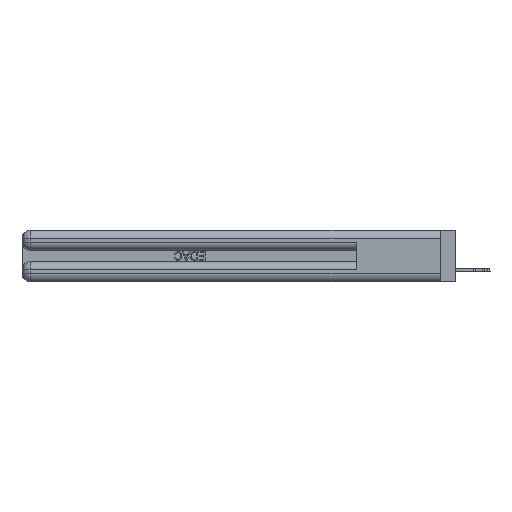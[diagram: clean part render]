
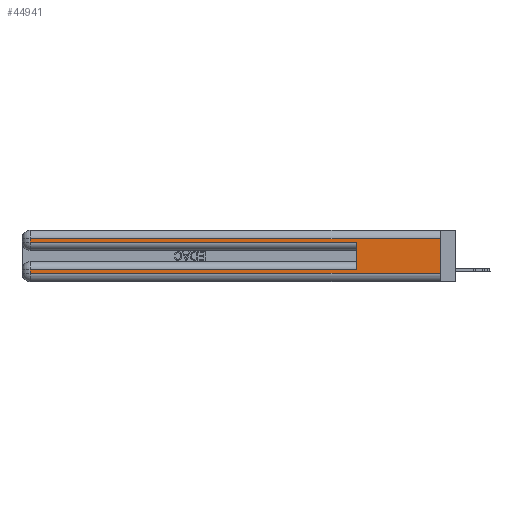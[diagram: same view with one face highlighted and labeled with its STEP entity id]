
A CAD part, left-side view. The second image highlights one B-rep face of the part: STEP entity #44941.
In plain terms, the highlighted planar face has unit normal (-1, 0, 0).
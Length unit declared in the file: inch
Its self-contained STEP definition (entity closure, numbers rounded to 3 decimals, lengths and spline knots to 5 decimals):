
#1292 = EDGE_CURVE ( 'NONE', #38145, #37274, #2137, .T. ) ;
#2137 = LINE ( 'NONE', #21453, #21669 ) ;
#2490 = VERTEX_POINT ( 'NONE', #30911 ) ;
#2669 = ORIENTED_EDGE ( 'NONE', *, *, #1292, .T. ) ;
#3902 = EDGE_CURVE ( 'NONE', #2490, #20528, #42967, .T. ) ;
#4583 = EDGE_CURVE ( 'NONE', #24966, #44313, #41198, .T. ) ;
#6453 = CARTESIAN_POINT ( 'NONE',  ( 0., 2.94, 0.31 ) ) ;
#7883 = ORIENTED_EDGE ( 'NONE', *, *, #27880, .F. ) ;
#7888 = CARTESIAN_POINT ( 'NONE',  ( 0., 0., 0.31 ) ) ;
#7940 = LINE ( 'NONE', #39773, #19136 ) ;
#9032 = AXIS2_PLACEMENT_3D ( 'NONE', #13131, #24051, #27478 ) ;
#9318 = VECTOR ( 'NONE', #39217, 39.37008 ) ;
#10932 = LINE ( 'NONE', #22868, #44874 ) ;
#12113 = DIRECTION ( 'NONE',  ( 0., -1., 0. ) ) ;
#12962 = CARTESIAN_POINT ( 'NONE',  ( 0., 2.94, 0.285 ) ) ;
#13131 = CARTESIAN_POINT ( 'NONE',  ( 0., 0., 0.37 ) ) ;
#13246 = EDGE_CURVE ( 'NONE', #38145, #33482, #17718, .T. ) ;
#13442 = PLANE ( 'NONE',  #9032 ) ;
#14139 = EDGE_LOOP ( 'NONE', ( #44179, #2669, #44134, #40056, #7883, #33384, #32031, #36744 ) ) ;
#16135 = DIRECTION ( 'NONE',  ( 0., 0., -1. ) ) ;
#16327 = VECTOR ( 'NONE', #16135, 39.37008 ) ;
#16827 = LINE ( 'NONE', #30819, #45700 ) ;
#17273 = DIRECTION ( 'NONE',  ( 0., 1., 0. ) ) ;
#17718 = LINE ( 'NONE', #45780, #9318 ) ;
#18694 = EDGE_CURVE ( 'NONE', #20528, #33482, #10932, .T. ) ;
#19136 = VECTOR ( 'NONE', #42762, 39.37008 ) ;
#19475 = VECTOR ( 'NONE', #41287, 39.37008 ) ;
#19740 = CARTESIAN_POINT ( 'NONE',  ( 0., 0.6, 0.145 ) ) ;
#20528 = VERTEX_POINT ( 'NONE', #21682 ) ;
#20703 = VECTOR ( 'NONE', #26236, 39.37008 ) ;
#21071 = FACE_OUTER_BOUND ( 'NONE', #14139, .T. ) ;
#21453 = CARTESIAN_POINT ( 'NONE',  ( 0., 0., 0.31 ) ) ;
#21669 = VECTOR ( 'NONE', #17273, 39.37008 ) ;
#21682 = CARTESIAN_POINT ( 'NONE',  ( 0., 2.94, 0.06 ) ) ;
#22868 = CARTESIAN_POINT ( 'NONE',  ( 0., 0., 0.06 ) ) ;
#24051 = DIRECTION ( 'NONE',  ( 1., 0., 0. ) ) ;
#24966 = VERTEX_POINT ( 'NONE', #12962 ) ;
#26236 = DIRECTION ( 'NONE',  ( 0., -1., 0. ) ) ;
#26542 = CARTESIAN_POINT ( 'NONE',  ( 0., 2.94, 0.37 ) ) ;
#27478 = DIRECTION ( 'NONE',  ( 0., 0., -1. ) ) ;
#27880 = EDGE_CURVE ( 'NONE', #32260, #44313, #33915, .T. ) ;
#30800 = CARTESIAN_POINT ( 'NONE',  ( 0., 0.6, 0.285 ) ) ;
#30819 = CARTESIAN_POINT ( 'NONE',  ( 0., 2.94, 0.37 ) ) ;
#30890 = CARTESIAN_POINT ( 'NONE',  ( 0., 0.6, 0.085 ) ) ;
#30911 = CARTESIAN_POINT ( 'NONE',  ( 0., 2.94, 0.085 ) ) ;
#31236 = CARTESIAN_POINT ( 'NONE',  ( 0., 0., 0.06 ) ) ;
#32031 = ORIENTED_EDGE ( 'NONE', *, *, #3902, .T. ) ;
#32260 = VERTEX_POINT ( 'NONE', #30890 ) ;
#33384 = ORIENTED_EDGE ( 'NONE', *, *, #36896, .T. ) ;
#33482 = VERTEX_POINT ( 'NONE', #31236 ) ;
#33915 = LINE ( 'NONE', #19740, #19475 ) ;
#36744 = ORIENTED_EDGE ( 'NONE', *, *, #18694, .T. ) ;
#36896 = EDGE_CURVE ( 'NONE', #32260, #2490, #7940, .T. ) ;
#37274 = VERTEX_POINT ( 'NONE', #6453 ) ;
#38145 = VERTEX_POINT ( 'NONE', #7888 ) ;
#38227 = DIRECTION ( 'NONE',  ( 0., 0., -1. ) ) ;
#39217 = DIRECTION ( 'NONE',  ( 0., 0., -1. ) ) ;
#39773 = CARTESIAN_POINT ( 'NONE',  ( 0., 0., 0.085 ) ) ;
#40056 = ORIENTED_EDGE ( 'NONE', *, *, #4583, .T. ) ;
#40638 = CARTESIAN_POINT ( 'NONE',  ( 0., 0., 0.285 ) ) ;
#41198 = LINE ( 'NONE', #40638, #20703 ) ;
#41287 = DIRECTION ( 'NONE',  ( 0., 0., 1. ) ) ;
#42762 = DIRECTION ( 'NONE',  ( 0., 1., 0. ) ) ;
#42864 = EDGE_CURVE ( 'NONE', #37274, #24966, #16827, .T. ) ;
#42967 = LINE ( 'NONE', #26542, #16327 ) ;
#44134 = ORIENTED_EDGE ( 'NONE', *, *, #42864, .T. ) ;
#44179 = ORIENTED_EDGE ( 'NONE', *, *, #13246, .F. ) ;
#44313 = VERTEX_POINT ( 'NONE', #30800 ) ;
#44874 = VECTOR ( 'NONE', #12113, 39.37008 ) ;
#44941 = ADVANCED_FACE ( 'NONE', ( #21071 ), #13442, .F. ) ;
#45700 = VECTOR ( 'NONE', #38227, 39.37008 ) ;
#45780 = CARTESIAN_POINT ( 'NONE',  ( 0., 0., 0.37 ) ) ;
